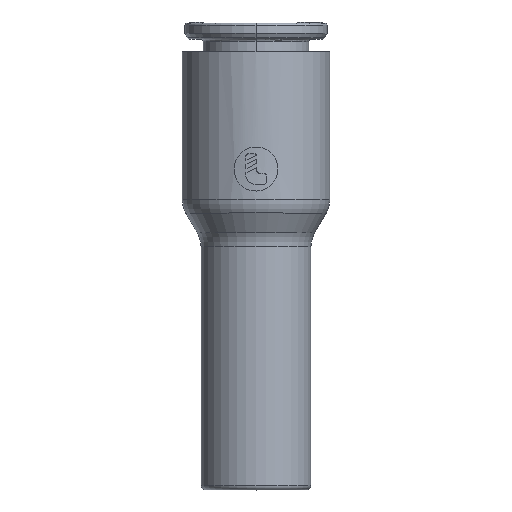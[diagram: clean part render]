
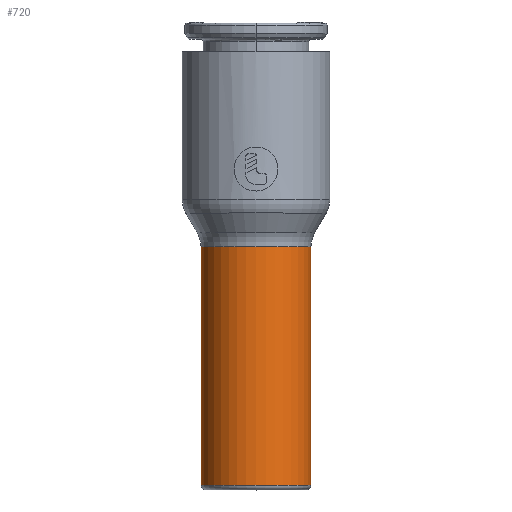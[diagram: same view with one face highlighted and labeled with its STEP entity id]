
A CAD part, top view. The second image highlights one B-rep face of the part: STEP entity #720.
In plain terms, the highlighted cylindrical face has radius 6 mm (diameter 12 mm), a partial arc.
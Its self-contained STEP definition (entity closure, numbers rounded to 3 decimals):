
#720=ADVANCED_FACE('',(#1998),#1999,.T.);
#1998=FACE_OUTER_BOUND('',#5777,.T.);
#1999=CYLINDRICAL_SURFACE('',#5778,6.0);
#5777=EDGE_LOOP('',(#10411,#10412,#10413,#10414));
#5778=AXIS2_PLACEMENT_3D('',#10415,#10416,#10417);
#10411=ORIENTED_EDGE('',*,*,#12575,.T.);
#10412=ORIENTED_EDGE('',*,*,#12576,.F.);
#10413=ORIENTED_EDGE('',*,*,#12577,.F.);
#10414=ORIENTED_EDGE('',*,*,#12578,.T.);
#10415=CARTESIAN_POINT('',(0.0,-50.19,0.0));
#10416=DIRECTION('',(0.0,-1.0,-0.0));
#10417=DIRECTION('',(1.0,0.0,0.0));
#12575=EDGE_CURVE('',#15194,#15195,#15196,.T.);
#12576=EDGE_CURVE('',#15197,#15195,#15198,.T.);
#12577=EDGE_CURVE('',#15199,#15197,#15200,.T.);
#12578=EDGE_CURVE('',#15199,#15194,#15201,.T.);
#15194=VERTEX_POINT('',#20223);
#15195=VERTEX_POINT('',#20224);
#15196=CIRCLE('',#20225,6.0);
#15197=VERTEX_POINT('',#20226);
#15198=LINE('',#20227,#20228);
#15199=VERTEX_POINT('',#20229);
#15200=CIRCLE('',#20230,6.0);
#15201=LINE('',#20231,#20232);
#20223=CARTESIAN_POINT('',(-6.0,-47.3,0.0));
#20224=CARTESIAN_POINT('',(6.0,-47.3,0.0));
#20225=AXIS2_PLACEMENT_3D('',#22760,#22761,#22762);
#20226=CARTESIAN_POINT('',(6.0,-21.255,0.0));
#20227=CARTESIAN_POINT('',(6.0,-21.255,0.0));
#20228=VECTOR('',#22763,26.045);
#20229=CARTESIAN_POINT('',(-6.0,-21.255,0.0));
#20230=AXIS2_PLACEMENT_3D('',#22764,#22765,#22766);
#20231=CARTESIAN_POINT('',(-6.0,-21.255,0.0));
#20232=VECTOR('',#22767,26.045);
#22760=CARTESIAN_POINT('',(0.0,-47.3,0.0));
#22761=DIRECTION('',(0.0,1.0,0.0));
#22762=DIRECTION('',(-1.0,0.0,0.0));
#22763=DIRECTION('',(0.0,-1.0,0.0));
#22764=CARTESIAN_POINT('',(0.0,-21.255,0.0));
#22765=DIRECTION('',(0.0,1.0,0.0));
#22766=DIRECTION('',(-1.0,0.0,0.0));
#22767=DIRECTION('',(0.0,-1.0,0.0));
